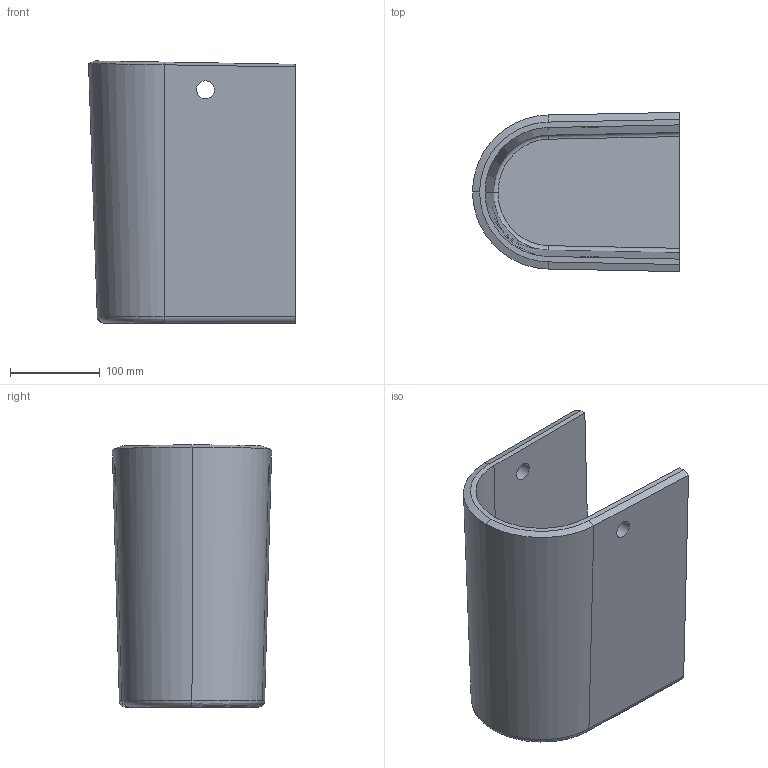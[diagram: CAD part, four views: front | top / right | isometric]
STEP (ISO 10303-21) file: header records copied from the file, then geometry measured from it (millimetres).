
FILE_DESCRIPTION((''),'2;1');
FILE_NAME('085826.stp','2011-05-18T19:13:52',('Administrator'),(''),'Autodesk Inventor 2011','Autodesk Inventor 2011','');
FILE_SCHEMA(('AUTOMOTIVE_DESIGN { 1 0 10303 214 1 1 1 1 }'));
Length unit declared in the file: millimetre
Products named in the file (1): 085826
Bounding box: 230.03 x 177.03 x 291.38 mm (x, y, z)
Volume: 2451896.8 mm3; surface area: 367152.9 mm2
Topology: 1 solids, 1 shells, 26 faces, 65 edges, 41 vertices
Faces by surface type: plane 10, bspline 10, cylinder 6
Full cylindrical faces by diameter (mm): 20 x2
Entity records: 2673 total; most frequent: CARTESIAN_POINT 2078, ORIENTED_EDGE 122, DIRECTION 95, EDGE_CURVE 61, VERTEX_POINT 39, VECTOR 33, LINE 33, EDGE_LOOP 32
